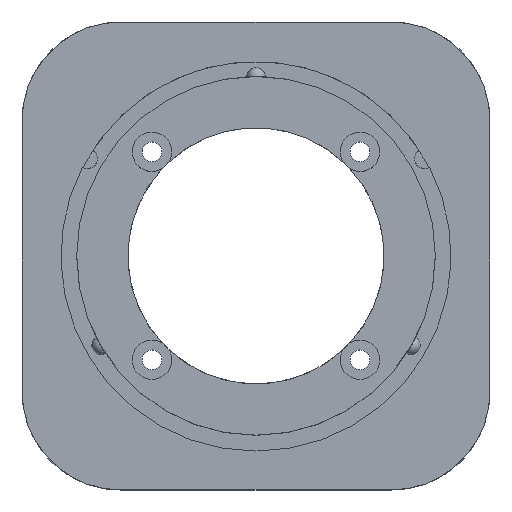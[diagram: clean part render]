
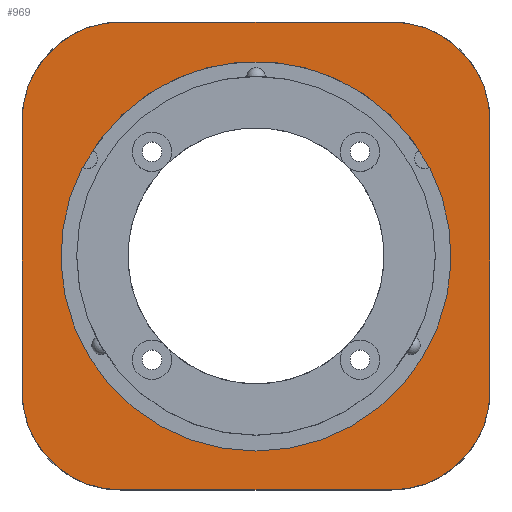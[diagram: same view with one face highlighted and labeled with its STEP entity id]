
A CAD part, top view. The second image highlights one B-rep face of the part: STEP entity #969.
In plain terms, the highlighted planar face has unit normal (0, 0, 1).
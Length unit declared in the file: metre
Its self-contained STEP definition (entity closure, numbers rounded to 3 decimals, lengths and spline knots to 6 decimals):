
#54=CIRCLE('',#1005,0.0395);
#59=CIRCLE('',#1012,0.02);
#61=CIRCLE('',#1016,0.02);
#63=CIRCLE('',#1020,0.02);
#65=CIRCLE('',#1024,0.02);
#66=CIRCLE('',#1026,0.002);
#69=CIRCLE('',#1030,0.002);
#72=CIRCLE('',#1034,0.0396);
#117=LINE('',#1847,#147);
#121=LINE('',#1858,#151);
#123=LINE('',#1865,#153);
#126=LINE('',#1874,#156);
#147=VECTOR('',#1156,1.);
#151=VECTOR('',#1168,1.);
#153=VECTOR('',#1178,1.);
#156=VECTOR('',#1189,1.);
#183=PLANE('',#1094);
#416=ORIENTED_EDGE('',*,*,#523,.F.);
#417=ORIENTED_EDGE('',*,*,#525,.F.);
#418=ORIENTED_EDGE('',*,*,#528,.F.);
#419=ORIENTED_EDGE('',*,*,#529,.T.);
#420=ORIENTED_EDGE('',*,*,#533,.F.);
#421=ORIENTED_EDGE('',*,*,#534,.T.);
#422=ORIENTED_EDGE('',*,*,#537,.F.);
#423=ORIENTED_EDGE('',*,*,#519,.F.);
#424=ORIENTED_EDGE('',*,*,#510,.T.);
#425=ORIENTED_EDGE('',*,*,#539,.F.);
#426=ORIENTED_EDGE('',*,*,#546,.T.);
#427=ORIENTED_EDGE('',*,*,#542,.F.);
#510=EDGE_CURVE('',#638,#639,#54,.F.);
#519=EDGE_CURVE('',#646,#647,#117,.T.);
#523=EDGE_CURVE('',#648,#646,#59,.F.);
#525=EDGE_CURVE('',#649,#648,#121,.T.);
#528=EDGE_CURVE('',#650,#649,#61,.F.);
#529=EDGE_CURVE('',#650,#651,#123,.T.);
#533=EDGE_CURVE('',#652,#651,#63,.F.);
#534=EDGE_CURVE('',#652,#653,#126,.T.);
#537=EDGE_CURVE('',#647,#653,#65,.F.);
#539=EDGE_CURVE('',#655,#639,#66,.F.);
#542=EDGE_CURVE('',#638,#656,#69,.F.);
#546=EDGE_CURVE('',#655,#656,#72,.F.);
#638=VERTEX_POINT('',#1829);
#639=VERTEX_POINT('',#1830);
#646=VERTEX_POINT('',#1846);
#647=VERTEX_POINT('',#1848);
#648=VERTEX_POINT('',#1853);
#649=VERTEX_POINT('',#1857);
#650=VERTEX_POINT('',#1862);
#651=VERTEX_POINT('',#1866);
#652=VERTEX_POINT('',#1871);
#653=VERTEX_POINT('',#1875);
#655=VERTEX_POINT('',#1883);
#656=VERTEX_POINT('',#1889);
#812=EDGE_LOOP('',(#416,#417,#418,#419,#420,#421,#422,#423));
#813=EDGE_LOOP('',(#424,#425,#426,#427));
#900=FACE_BOUND('',#812,.T.);
#901=FACE_BOUND('',#813,.T.);
#969=ADVANCED_FACE('',(#900,#901),#183,.T.);
#1005=AXIS2_PLACEMENT_3D('',#1828,#1141,#1142);
#1012=AXIS2_PLACEMENT_3D('',#1854,#1163,#1164);
#1016=AXIS2_PLACEMENT_3D('',#1863,#1174,#1175);
#1020=AXIS2_PLACEMENT_3D('',#1872,#1185,#1186);
#1024=AXIS2_PLACEMENT_3D('',#1879,#1195,#1196);
#1026=AXIS2_PLACEMENT_3D('',#1884,#1200,#1201);
#1030=AXIS2_PLACEMENT_3D('',#1888,#1208,#1209);
#1034=AXIS2_PLACEMENT_3D('',#1895,#1217,#1218);
#1094=AXIS2_PLACEMENT_3D('',#2065,#1345,#1346);
#1141=DIRECTION('',(0.,0.,1.));
#1142=DIRECTION('',(1.,0.,0.));
#1156=DIRECTION('',(0.,-1.,0.));
#1163=DIRECTION('',(0.,0.,1.));
#1164=DIRECTION('',(1.,0.,0.));
#1168=DIRECTION('',(1.,0.,0.));
#1174=DIRECTION('',(0.,0.,1.));
#1175=DIRECTION('',(1.,0.,0.));
#1178=DIRECTION('',(0.,-1.,0.));
#1185=DIRECTION('',(0.,0.,1.));
#1186=DIRECTION('',(1.,0.,0.));
#1189=DIRECTION('',(1.,0.,0.));
#1195=DIRECTION('',(0.,0.,1.));
#1196=DIRECTION('',(1.,0.,0.));
#1200=DIRECTION('',(0.,0.,1.));
#1201=DIRECTION('',(1.,0.,0.));
#1208=DIRECTION('',(0.,0.,1.));
#1209=DIRECTION('',(1.,0.,0.));
#1217=DIRECTION('',(0.,0.,1.));
#1218=DIRECTION('',(1.,0.,0.));
#1345=DIRECTION('',(0.,0.,1.));
#1346=DIRECTION('',(1.,0.,0.));
#1828=CARTESIAN_POINT('',(0.,0.,-0.0141));
#1829=CARTESIAN_POINT('',(-0.035164,0.017993,-0.0141));
#1830=CARTESIAN_POINT('',(0.035164,0.017993,-0.0141));
#1846=CARTESIAN_POINT('',(0.0475,0.0275,-0.0141));
#1847=CARTESIAN_POINT('',(0.0475,0.,-0.0141));
#1848=CARTESIAN_POINT('',(0.0475,-0.0275,-0.0141));
#1853=CARTESIAN_POINT('',(0.0275,0.0475,-0.0141));
#1854=CARTESIAN_POINT('',(0.0275,0.0275,-0.0141));
#1857=CARTESIAN_POINT('',(-0.0275,0.0475,-0.0141));
#1858=CARTESIAN_POINT('',(0.,0.0475,-0.0141));
#1862=CARTESIAN_POINT('',(-0.0475,0.0275,-0.0141));
#1863=CARTESIAN_POINT('',(-0.0275,0.0275,-0.0141));
#1865=CARTESIAN_POINT('',(-0.0475,0.,-0.0141));
#1866=CARTESIAN_POINT('',(-0.0475,-0.0275,-0.0141));
#1871=CARTESIAN_POINT('',(-0.0275,-0.0475,-0.0141));
#1872=CARTESIAN_POINT('',(-0.0275,-0.0275,-0.0141));
#1874=CARTESIAN_POINT('',(0.,-0.0475,-0.0141));
#1875=CARTESIAN_POINT('',(0.0275,-0.0475,-0.0141));
#1879=CARTESIAN_POINT('',(0.0275,-0.0275,-0.0141));
#1883=CARTESIAN_POINT('',(0.035251,0.018043,-0.0141));
#1884=CARTESIAN_POINT('',(0.034208,0.01975,-0.0141));
#1888=CARTESIAN_POINT('',(-0.034208,0.01975,-0.0141));
#1889=CARTESIAN_POINT('',(-0.035251,0.018043,-0.0141));
#1895=CARTESIAN_POINT('',(0.,0.,-0.0141));
#2065=CARTESIAN_POINT('',(0.,0.,-0.0141));
